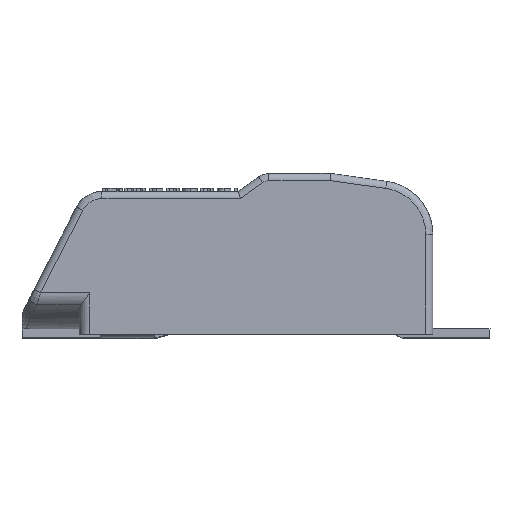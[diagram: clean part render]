
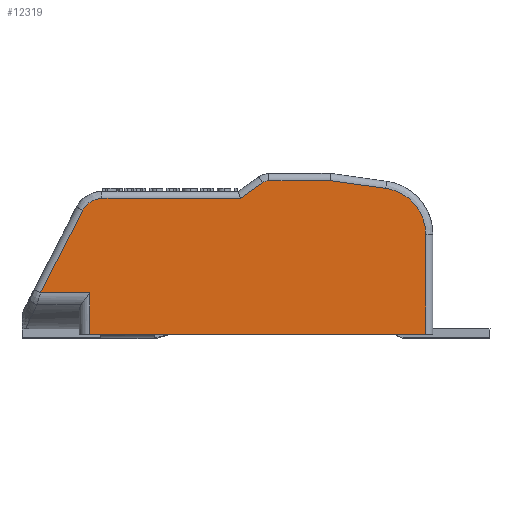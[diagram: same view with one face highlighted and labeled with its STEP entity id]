
A CAD part, top view. The second image highlights one B-rep face of the part: STEP entity #12319.
In plain terms, the highlighted planar face has unit normal (0, 0, 1).
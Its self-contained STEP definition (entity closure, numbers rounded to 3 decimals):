
#186 = CARTESIAN_POINT ( 'NONE',  ( 5.18, 3.117, 7.95 ) ) ;
#366 = B_SPLINE_CURVE_WITH_KNOTS ( 'NONE', 3,
 ( #6769, #1510, #4411, #6658, #8348, #16388 ),
 .UNSPECIFIED., .F., .F.,
 ( 4, 2, 4 ),
 ( 0., 0.5, 1. ),
 .UNSPECIFIED. ) ;
#689 = LINE ( 'NONE', #4769, #12521 ) ;
#734 = VECTOR ( 'NONE', #4932, 1000. ) ;
#1006 = VERTEX_POINT ( 'NONE', #10603 ) ;
#1065 = CARTESIAN_POINT ( 'NONE',  ( 4.131, 3.983, 7.95 ) ) ;
#1074 = DIRECTION ( 'NONE',  ( -1., 0., 0. ) ) ;
#1196 = CARTESIAN_POINT ( 'NONE',  ( 4.281, 3.962, 7.95 ) ) ;
#1211 = CARTESIAN_POINT ( 'NONE',  ( 0.064, 3.7, 7.95 ) ) ;
#1311 = CARTESIAN_POINT ( 'NONE',  ( 4.131, 3.983, 7.95 ) ) ;
#1420 = EDGE_CURVE ( 'NONE', #12492, #12445, #17624, .T. ) ;
#1473 = CARTESIAN_POINT ( 'NONE',  ( 5.25, 3.9, 7.95 ) ) ;
#1510 = CARTESIAN_POINT ( 'NONE',  ( -3.923, 3.7, 7.95 ) ) ;
#1520 = EDGE_CURVE ( 'NONE', #3921, #13467, #12336, .T. ) ;
#1540 = CARTESIAN_POINT ( 'NONE',  ( 5.118, 3.288, 7.95 ) ) ;
#1562 = CARTESIAN_POINT ( 'NONE',  ( 0.686, 4.144, 7.95 ) ) ;
#1867 = DIRECTION ( 'NONE',  ( 0.814, 0.581, 0. ) ) ;
#2152 = DIRECTION ( 'NONE',  ( 1., 0., 0. ) ) ;
#2557 = B_SPLINE_CURVE_WITH_KNOTS ( 'NONE', 3,
 ( #11007, #8510, #16542, #7021, #4208, #5567, #186, #1540, #8384, #9755, #14967, #15401, #5810, #11127, #12164, #17547, #1196, #1311 ),
 .UNSPECIFIED., .F., .F.,
 ( 4, 1, 1, 2, 2, 2, 1, 1, 2, 2, 4 ),
 ( 0., 0.125, 0.187, 0.219, 0.25, 0.5, 0.625, 0.687, 0.719, 0.75, 1. ),
 .UNSPECIFIED. ) ;
#2578 = CARTESIAN_POINT ( 'NONE',  ( 0.686, 4.144, 7.95 ) ) ;
#2731 = CARTESIAN_POINT ( 'NONE',  ( 0., -0.1, 7.95 ) ) ;
#2955 = VERTEX_POINT ( 'NONE', #4237 ) ;
#3070 = LINE ( 'NONE', #1065, #14434 ) ;
#3075 = EDGE_CURVE ( 'NONE', #15144, #14667, #3070, .T. ) ;
#3090 = DIRECTION ( 'NONE',  ( 1., 0., 0. ) ) ;
#3198 = ORIENTED_EDGE ( 'NONE', *, *, #14537, .T. ) ;
#3220 = ORIENTED_EDGE ( 'NONE', *, *, #12608, .T. ) ;
#3368 = ORIENTED_EDGE ( 'NONE', *, *, #11934, .T. ) ;
#3413 = ORIENTED_EDGE ( 'NONE', *, *, #4126, .T. ) ;
#3921 = VERTEX_POINT ( 'NONE', #14920 ) ;
#4125 = ORIENTED_EDGE ( 'NONE', *, *, #1520, .T. ) ;
#4126 = EDGE_CURVE ( 'NONE', #1006, #6499, #13193, .T. ) ;
#4208 = CARTESIAN_POINT ( 'NONE',  ( 5.197, 3.065, 7.95 ) ) ;
#4237 = CARTESIAN_POINT ( 'NONE',  ( -4.345, 3.374, 7.95 ) ) ;
#4411 = CARTESIAN_POINT ( 'NONE',  ( -4.028, 3.67, 7.95 ) ) ;
#4485 = LINE ( 'NONE', #1473, #10667 ) ;
#4769 = CARTESIAN_POINT ( 'NONE',  ( -5.292, -0.126, 7.95 ) ) ;
#4920 = CARTESIAN_POINT ( 'NONE',  ( 5.25, -0.1, 7.95 ) ) ;
#4932 = DIRECTION ( 'NONE',  ( 0., -1., 0. ) ) ;
#5434 = DIRECTION ( 'NONE',  ( -0.99, 0.139, 0. ) ) ;
#5567 = CARTESIAN_POINT ( 'NONE',  ( 5.185, 3.101, 7.95 ) ) ;
#5810 = CARTESIAN_POINT ( 'NONE',  ( 4.627, 3.806, 7.95 ) ) ;
#5918 = FACE_OUTER_BOUND ( 'NONE', #13842, .T. ) ;
#5995 = CARTESIAN_POINT ( 'NONE',  ( 5.25, 2.696, 7.95 ) ) ;
#6154 = AXIS2_PLACEMENT_3D ( 'NONE', #10590, #14405, #2152 ) ;
#6231 = VERTEX_POINT ( 'NONE', #5995 ) ;
#6257 = ORIENTED_EDGE ( 'NONE', *, *, #10255, .F. ) ;
#6499 = VERTEX_POINT ( 'NONE', #2578 ) ;
#6622 = DIRECTION ( 'NONE',  ( 1., 0., 0. ) ) ;
#6658 = CARTESIAN_POINT ( 'NONE',  ( -4.22, 3.554, 7.95 ) ) ;
#6769 = CARTESIAN_POINT ( 'NONE',  ( -3.811, 3.7, 7.95 ) ) ;
#6801 = CARTESIAN_POINT ( 'NONE',  ( -4.345, 3.374, 7.95 ) ) ;
#6911 = DIRECTION ( 'NONE',  ( -0.456, -0.89, 0. ) ) ;
#7021 = CARTESIAN_POINT ( 'NONE',  ( 5.212, 3.011, 7.95 ) ) ;
#7034 = CARTESIAN_POINT ( 'NONE',  ( -3.811, 3.7, 7.95 ) ) ;
#7726 = CARTESIAN_POINT ( 'NONE',  ( -4.15, 3.9, 7.95 ) ) ;
#8348 = CARTESIAN_POINT ( 'NONE',  ( -4.293, 3.475, 7.95 ) ) ;
#8384 = CARTESIAN_POINT ( 'NONE',  ( 5.037, 3.426, 7.95 ) ) ;
#8510 = CARTESIAN_POINT ( 'NONE',  ( 5.25, 2.771, 7.95 ) ) ;
#8891 = PLANE ( 'NONE',  #6154 ) ;
#9654 = VERTEX_POINT ( 'NONE', #4920 ) ;
#9755 = CARTESIAN_POINT ( 'NONE',  ( 4.878, 3.609, 7.95 ) ) ;
#10094 = ORIENTED_EDGE ( 'NONE', *, *, #3075, .T. ) ;
#10255 = EDGE_CURVE ( 'NONE', #12445, #6499, #689, .T. ) ;
#10401 = LINE ( 'NONE', #6801, #16440 ) ;
#10577 = VECTOR ( 'NONE', #6622, 1000. ) ;
#10590 = CARTESIAN_POINT ( 'NONE',  ( 0., 3.9, 7.95 ) ) ;
#10603 = CARTESIAN_POINT ( 'NONE',  ( 0.86, 4.2, 7.95 ) ) ;
#10667 = VECTOR ( 'NONE', #16700, 1000. ) ;
#10756 = LINE ( 'NONE', #14523, #10577 ) ;
#10809 = ORIENTED_EDGE ( 'NONE', *, *, #11707, .T. ) ;
#11007 = CARTESIAN_POINT ( 'NONE',  ( 5.25, 2.696, 7.95 ) ) ;
#11127 = CARTESIAN_POINT ( 'NONE',  ( 4.592, 3.826, 7.95 ) ) ;
#11280 = ORIENTED_EDGE ( 'NONE', *, *, #1420, .F. ) ;
#11323 = CARTESIAN_POINT ( 'NONE',  ( 4.131, 3.983, 7.95 ) ) ;
#11612 = EDGE_CURVE ( 'NONE', #16985, #3921, #10756, .T. ) ;
#11635 = VECTOR ( 'NONE', #1074, 1000. ) ;
#11707 = EDGE_CURVE ( 'NONE', #9654, #6231, #4485, .T. ) ;
#11796 = VECTOR ( 'NONE', #15205, 1000. ) ;
#11901 = LINE ( 'NONE', #14709, #11635 ) ;
#11934 = EDGE_CURVE ( 'NONE', #12492, #2955, #366, .T. ) ;
#12164 = CARTESIAN_POINT ( 'NONE',  ( 4.573, 3.836, 7.95 ) ) ;
#12175 = ORIENTED_EDGE ( 'NONE', *, *, #15425, .T. ) ;
#12319 = ADVANCED_FACE ( 'NONE', ( #5918 ), #8891, .T. ) ;
#12336 = LINE ( 'NONE', #7726, #734 ) ;
#12445 = VERTEX_POINT ( 'NONE', #1211 ) ;
#12492 = VERTEX_POINT ( 'NONE', #7034 ) ;
#12521 = VECTOR ( 'NONE', #1867, 1000. ) ;
#12608 = EDGE_CURVE ( 'NONE', #14667, #1006, #11901, .T. ) ;
#12846 = CARTESIAN_POINT ( 'NONE',  ( 2.586, 4.2, 7.95 ) ) ;
#13193 = B_SPLINE_CURVE_WITH_KNOTS ( 'NONE', 3,
 ( #17507, #14103, #15606, #1562 ),
 .UNSPECIFIED., .F., .F.,
 ( 4, 4 ),
 ( 0., 1. ),
 .UNSPECIFIED. ) ;
#13388 = CARTESIAN_POINT ( 'NONE',  ( -4.15, -0.1, 7.95 ) ) ;
#13467 = VERTEX_POINT ( 'NONE', #13388 ) ;
#13842 = EDGE_LOOP ( 'NONE', ( #3198, #10809, #14138, #10094, #3220, #3413, #6257, #11280, #3368, #12175, #17383, #4125 ) ) ;
#14103 = CARTESIAN_POINT ( 'NONE',  ( 0.796, 4.2, 7.95 ) ) ;
#14138 = ORIENTED_EDGE ( 'NONE', *, *, #14513, .T. ) ;
#14405 = DIRECTION ( 'NONE',  ( 0., 0., 1. ) ) ;
#14434 = VECTOR ( 'NONE', #5434, 1000. ) ;
#14513 = EDGE_CURVE ( 'NONE', #6231, #15144, #2557, .T. ) ;
#14523 = CARTESIAN_POINT ( 'NONE',  ( 0., 1.058, 7.95 ) ) ;
#14537 = EDGE_CURVE ( 'NONE', #13467, #9654, #15322, .T. ) ;
#14667 = VERTEX_POINT ( 'NONE', #12846 ) ;
#14709 = CARTESIAN_POINT ( 'NONE',  ( 0., 4.2, 7.95 ) ) ;
#14920 = CARTESIAN_POINT ( 'NONE',  ( -4.15, 1.058, 7.95 ) ) ;
#14967 = CARTESIAN_POINT ( 'NONE',  ( 4.792, 3.692, 7.95 ) ) ;
#15144 = VERTEX_POINT ( 'NONE', #11323 ) ;
#15205 = DIRECTION ( 'NONE',  ( 1., 0., 0. ) ) ;
#15322 = LINE ( 'NONE', #2731, #15380 ) ;
#15380 = VECTOR ( 'NONE', #3090, 1000. ) ;
#15401 = CARTESIAN_POINT ( 'NONE',  ( 4.678, 3.774, 7.95 ) ) ;
#15425 = EDGE_CURVE ( 'NONE', #2955, #16985, #10401, .T. ) ;
#15606 = CARTESIAN_POINT ( 'NONE',  ( 0.738, 4.181, 7.95 ) ) ;
#16388 = CARTESIAN_POINT ( 'NONE',  ( -4.345, 3.374, 7.95 ) ) ;
#16440 = VECTOR ( 'NONE', #6911, 1000. ) ;
#16542 = CARTESIAN_POINT ( 'NONE',  ( 5.24, 2.883, 7.95 ) ) ;
#16589 = CARTESIAN_POINT ( 'NONE',  ( -5.533, 1.058, 7.95 ) ) ;
#16700 = DIRECTION ( 'NONE',  ( 0., 1., 0. ) ) ;
#16985 = VERTEX_POINT ( 'NONE', #16589 ) ;
#17032 = CARTESIAN_POINT ( 'NONE',  ( -5.79, 3.7, 7.95 ) ) ;
#17383 = ORIENTED_EDGE ( 'NONE', *, *, #11612, .T. ) ;
#17507 = CARTESIAN_POINT ( 'NONE',  ( 0.86, 4.2, 7.95 ) ) ;
#17547 = CARTESIAN_POINT ( 'NONE',  ( 4.423, 3.916, 7.95 ) ) ;
#17624 = LINE ( 'NONE', #17032, #11796 ) ;
